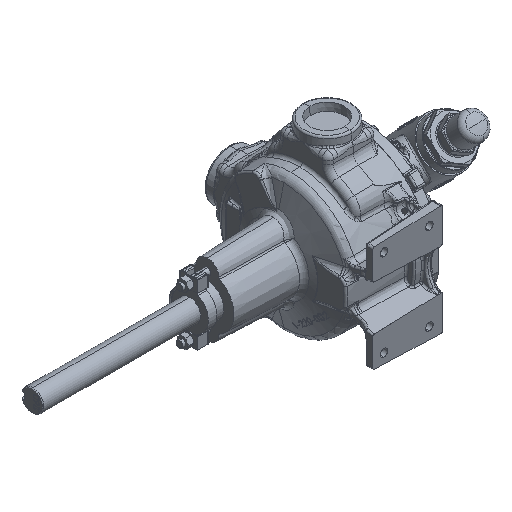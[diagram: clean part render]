
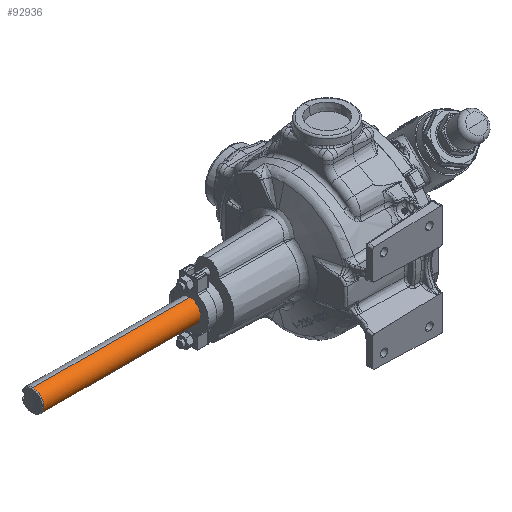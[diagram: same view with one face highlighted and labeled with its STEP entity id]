
A CAD part, isometric view. The second image highlights one B-rep face of the part: STEP entity #92936.
In plain terms, the highlighted cylindrical face has radius 18.247 mm (diameter 36.493 mm), a partial arc.
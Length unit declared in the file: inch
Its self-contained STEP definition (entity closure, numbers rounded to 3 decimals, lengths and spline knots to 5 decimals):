
#408 = CARTESIAN_POINT ( 'NONE',  ( -21.19002, 0., 0.71837 ) ) ;
#1784 = EDGE_CURVE ( 'NONE', #85424, #57344, #49106, .T. ) ;
#6197 = DIRECTION ( 'NONE',  ( 0., 0., 1. ) ) ;
#7489 = CARTESIAN_POINT ( 'NONE',  ( -21.19002, 0., 0. ) ) ;
#15075 = CARTESIAN_POINT ( 'NONE',  ( -9.66, 0., 0.71837 ) ) ;
#16769 = CARTESIAN_POINT ( 'NONE',  ( -9.66, 0., 0. ) ) ;
#18149 = DIRECTION ( 'NONE',  ( 0., 0., -1. ) ) ;
#27383 = DIRECTION ( 'NONE',  ( 0., 0., 1. ) ) ;
#28631 = CARTESIAN_POINT ( 'NONE',  ( -9.66, 0., -0.71837 ) ) ;
#29048 = FACE_OUTER_BOUND ( 'NONE', #132220, .T. ) ;
#33581 = LINE ( 'NONE', #116514, #55042 ) ;
#34503 = CARTESIAN_POINT ( 'NONE',  ( -21.19002, 0., -0.71837 ) ) ;
#37006 = AXIS2_PLACEMENT_3D ( 'NONE', #132856, #79609, #6197 ) ;
#45832 = VECTOR ( 'NONE', #103537, 39.37008 ) ;
#47114 = EDGE_CURVE ( 'NONE', #47995, #57344, #130599, .T. ) ;
#47995 = VERTEX_POINT ( 'NONE', #408 ) ;
#49106 = LINE ( 'NONE', #135486, #45832 ) ;
#49532 = VERTEX_POINT ( 'NONE', #15075 ) ;
#54360 = ORIENTED_EDGE ( 'NONE', *, *, #1784, .F. ) ;
#55042 = VECTOR ( 'NONE', #127227, 39.37008 ) ;
#57344 = VERTEX_POINT ( 'NONE', #34503 ) ;
#63995 = AXIS2_PLACEMENT_3D ( 'NONE', #7489, #81377, #18149 ) ;
#73760 = CIRCLE ( 'NONE', #111973, 0.71837 ) ;
#79609 = DIRECTION ( 'NONE',  ( -1., 0., 0. ) ) ;
#81377 = DIRECTION ( 'NONE',  ( 1., 0., 0. ) ) ;
#85424 = VERTEX_POINT ( 'NONE', #28631 ) ;
#90682 = DIRECTION ( 'NONE',  ( 1., 0., 0. ) ) ;
#92536 = ORIENTED_EDGE ( 'NONE', *, *, #104494, .T. ) ;
#92936 = ADVANCED_FACE ( 'NONE', ( #29048 ), #110115, .T. ) ;
#96350 = ORIENTED_EDGE ( 'NONE', *, *, #131708, .F. ) ;
#103537 = DIRECTION ( 'NONE',  ( -1., 0., 0. ) ) ;
#104494 = EDGE_CURVE ( 'NONE', #49532, #47995, #33581, .T. ) ;
#110115 = CYLINDRICAL_SURFACE ( 'NONE', #37006, 0.71837 ) ;
#111973 = AXIS2_PLACEMENT_3D ( 'NONE', #16769, #90682, #27383 ) ;
#116514 = CARTESIAN_POINT ( 'NONE',  ( -2.70842, 0., 0.71837 ) ) ;
#123495 = ORIENTED_EDGE ( 'NONE', *, *, #47114, .T. ) ;
#127227 = DIRECTION ( 'NONE',  ( -1., 0., 0. ) ) ;
#130599 = CIRCLE ( 'NONE', #63995, 0.71837 ) ;
#131708 = EDGE_CURVE ( 'NONE', #49532, #85424, #73760, .T. ) ;
#132220 = EDGE_LOOP ( 'NONE', ( #54360, #96350, #92536, #123495 ) ) ;
#132856 = CARTESIAN_POINT ( 'NONE',  ( -2.70842, 0., 0. ) ) ;
#135486 = CARTESIAN_POINT ( 'NONE',  ( -2.70842, 0., -0.71837 ) ) ;
